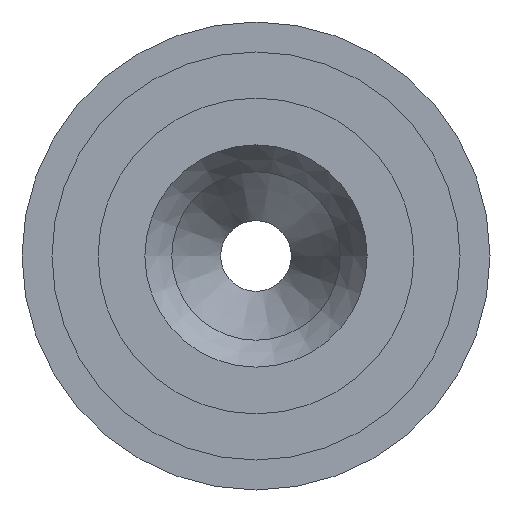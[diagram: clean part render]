
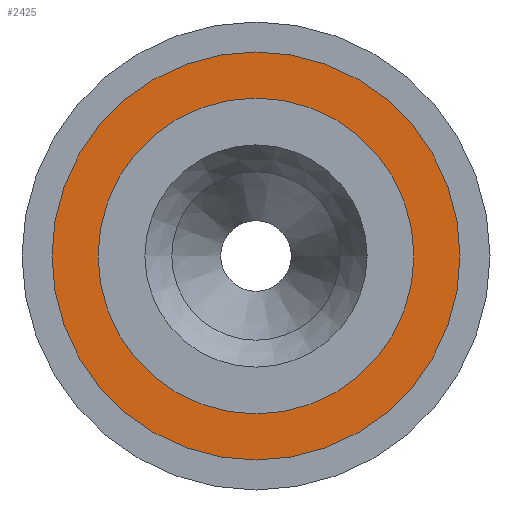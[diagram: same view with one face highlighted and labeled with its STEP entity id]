
A CAD part, front view. The second image highlights one B-rep face of the part: STEP entity #2425.
In plain terms, the highlighted planar face has unit normal (0, -1, 0).
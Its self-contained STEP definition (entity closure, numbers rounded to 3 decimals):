
#483=PLANE($,#2588);
#578=FACE_BOUND($,#807,.T.);
#579=FACE_BOUND($,#808,.T.);
#807=EDGE_LOOP($,(#1702));
#808=EDGE_LOOP($,(#1703));
#1030=CIRCLE($,#2583,62.38);
#1032=CIRCLE($,#2586,80.599);
#1109=VERTEX_POINT($,#3494);
#1111=VERTEX_POINT($,#3499);
#1355=EDGE_CURVE($,#1109,#1109,#1030,.T.);
#1357=EDGE_CURVE($,#1111,#1111,#1032,.T.);
#1702=ORIENTED_EDGE($,*,*,#1355,.F.);
#1703=ORIENTED_EDGE($,*,*,#1357,.F.);
#2425=ADVANCED_FACE($,(#578,#579),#483,.F.);
#2583=AXIS2_PLACEMENT_3D($,#3495,#2838,#2839);
#2586=AXIS2_PLACEMENT_3D($,#3500,#2844,#2845);
#2588=AXIS2_PLACEMENT_3D($,#3503,#2848,#2849);
#2838=DIRECTION('center_axis',(0.,-1.,0.));
#2839=DIRECTION('ref_axis',(-1.,0.,0.));
#2844=DIRECTION('center_axis',(0.,1.,0.));
#2845=DIRECTION('ref_axis',(-1.,0.,0.));
#2848=DIRECTION('center_axis',(0.,1.,0.));
#2849=DIRECTION('ref_axis',(0.,0.,1.));
#3494=CARTESIAN_POINT('',(63.312,-21.,0.));
#3495=CARTESIAN_POINT('Origin',(0.932,-21.,0.));
#3499=CARTESIAN_POINT('',(81.53,-21.,0.));
#3500=CARTESIAN_POINT('Origin',(0.932,-21.,0.));
#3503=CARTESIAN_POINT('Origin',(0.932,-21.,0.));
